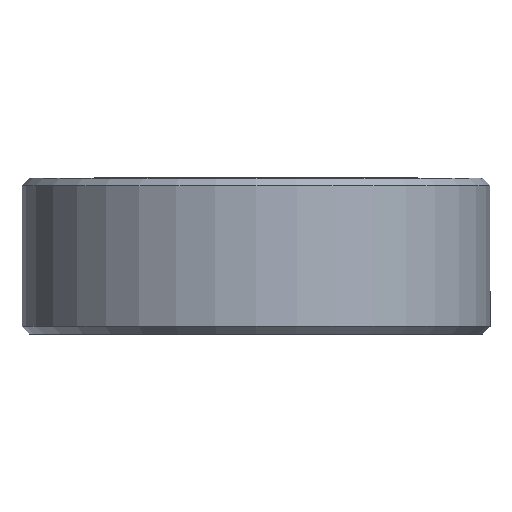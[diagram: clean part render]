
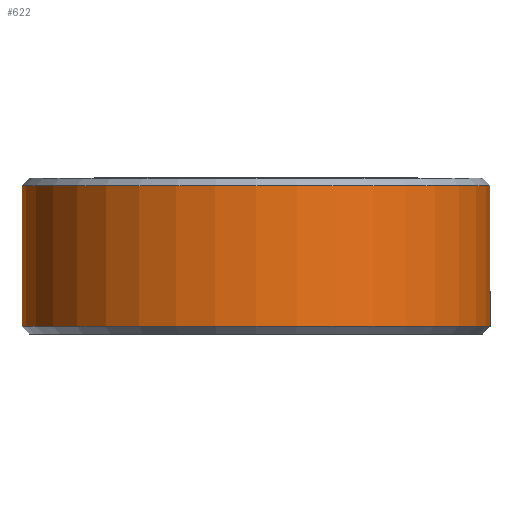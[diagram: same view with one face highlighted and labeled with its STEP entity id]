
A CAD part, front view. The second image highlights one B-rep face of the part: STEP entity #622.
In plain terms, the highlighted cylindrical face has radius 6 mm (diameter 12 mm), a partial arc.
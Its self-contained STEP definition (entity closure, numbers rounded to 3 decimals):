
#8 = ORIENTED_EDGE ( 'NONE', *, *, #384, .T. ) ;
#24 = LINE ( 'NONE', #219, #124 ) ;
#56 = DIRECTION ( 'NONE',  ( 0., 0., 1. ) ) ;
#70 = DIRECTION ( 'NONE',  ( 1., 0., 0. ) ) ;
#124 = VECTOR ( 'NONE', #1699, 1000. ) ;
#187 = CIRCLE ( 'NONE', #2139, 6. ) ;
#219 = CARTESIAN_POINT ( 'NONE',  ( -6., 0., 2. ) ) ;
#366 = EDGE_LOOP ( 'NONE', ( #1174, #516, #8, #1436 ) ) ;
#384 = EDGE_CURVE ( 'NONE', #1338, #1913, #1015, .T. ) ;
#387 = CARTESIAN_POINT ( 'NONE',  ( 0., 0., -1.8 ) ) ;
#413 = EDGE_CURVE ( 'NONE', #1647, #1161, #24, .T. ) ;
#516 = ORIENTED_EDGE ( 'NONE', *, *, #1824, .T. ) ;
#560 = CARTESIAN_POINT ( 'NONE',  ( 6., 0., 1.8 ) ) ;
#570 = VECTOR ( 'NONE', #1555, 1000. ) ;
#622 = ADVANCED_FACE ( 'NONE', ( #704 ), #1983, .T. ) ;
#649 = CARTESIAN_POINT ( 'NONE',  ( -6., 0., -1.8 ) ) ;
#701 = AXIS2_PLACEMENT_3D ( 'NONE', #908, #56, #1898 ) ;
#704 = FACE_OUTER_BOUND ( 'NONE', #366, .T. ) ;
#755 = CARTESIAN_POINT ( 'NONE',  ( 6., 0., -1.8 ) ) ;
#908 = CARTESIAN_POINT ( 'NONE',  ( 0., 0., 2. ) ) ;
#922 = DIRECTION ( 'NONE',  ( 1., 0., 0. ) ) ;
#1013 = CARTESIAN_POINT ( 'NONE',  ( -6., 0., 1.8 ) ) ;
#1015 = LINE ( 'NONE', #1061, #570 ) ;
#1061 = CARTESIAN_POINT ( 'NONE',  ( 6., 0., 2. ) ) ;
#1083 = DIRECTION ( 'NONE',  ( 0., 0., 1. ) ) ;
#1161 = VERTEX_POINT ( 'NONE', #1013 ) ;
#1174 = ORIENTED_EDGE ( 'NONE', *, *, #413, .F. ) ;
#1338 = VERTEX_POINT ( 'NONE', #755 ) ;
#1436 = ORIENTED_EDGE ( 'NONE', *, *, #2009, .F. ) ;
#1516 = CIRCLE ( 'NONE', #1642, 6. ) ;
#1555 = DIRECTION ( 'NONE',  ( 0., 0., 1. ) ) ;
#1642 = AXIS2_PLACEMENT_3D ( 'NONE', #2111, #1083, #922 ) ;
#1647 = VERTEX_POINT ( 'NONE', #649 ) ;
#1699 = DIRECTION ( 'NONE',  ( 0., 0., 1. ) ) ;
#1824 = EDGE_CURVE ( 'NONE', #1647, #1338, #187, .T. ) ;
#1879 = DIRECTION ( 'NONE',  ( 0., 0., 1. ) ) ;
#1898 = DIRECTION ( 'NONE',  ( 1., 0., 0. ) ) ;
#1913 = VERTEX_POINT ( 'NONE', #560 ) ;
#1983 = CYLINDRICAL_SURFACE ( 'NONE', #701, 6. ) ;
#2009 = EDGE_CURVE ( 'NONE', #1161, #1913, #1516, .T. ) ;
#2111 = CARTESIAN_POINT ( 'NONE',  ( 0., 0., 1.8 ) ) ;
#2139 = AXIS2_PLACEMENT_3D ( 'NONE', #387, #1879, #70 ) ;
